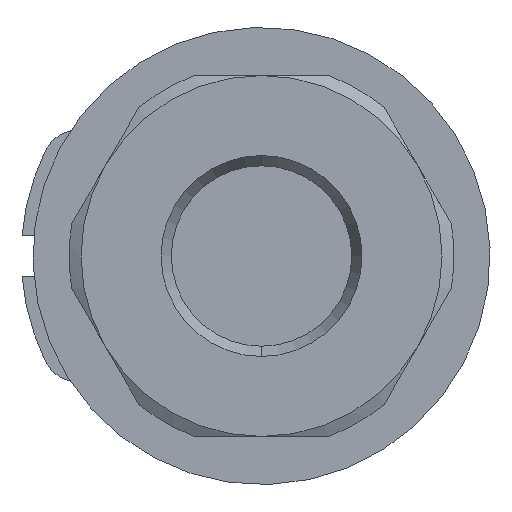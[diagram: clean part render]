
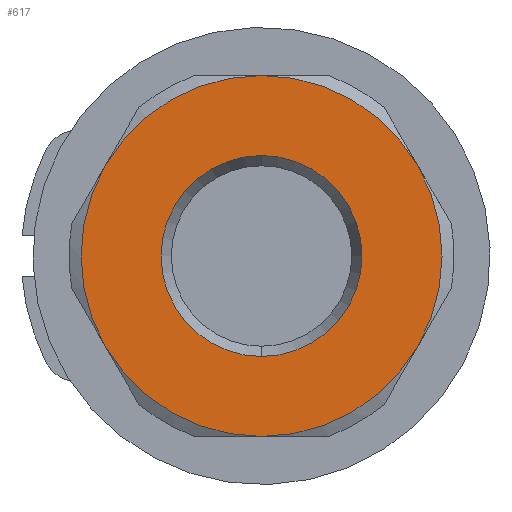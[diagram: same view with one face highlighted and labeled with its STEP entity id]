
A CAD part, left-side view. The second image highlights one B-rep face of the part: STEP entity #617.
In plain terms, the highlighted planar face has unit normal (-1, 0, 0).
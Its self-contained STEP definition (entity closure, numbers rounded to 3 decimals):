
#218 = FACE_BOUND ( 'NONE', #498, .T. ) ;
#219 = FACE_OUTER_BOUND ( 'NONE', #499, .T. ) ;
#309 = PLANE ( 'NONE',  #2248 ) ;
#310 = CARTESIAN_POINT ( 'NONE',  ( -18.1, 15., 0. ) ) ;
#311 = DIRECTION ( 'NONE',  ( -1., 0., 0. ) ) ;
#312 = DIRECTION ( 'NONE',  ( 0., 0., 1. ) ) ;
#498 = EDGE_LOOP ( 'NONE', ( #3507, #3508 ) ) ;
#499 = EDGE_LOOP ( 'NONE', ( #3509, #3510, #3511, #3512, #2847, #2848 ) ) ;
#617 = ADVANCED_FACE ( 'NONE', ( #218, #219 ), #309, .T. ) ;
#1279 = CARTESIAN_POINT ( 'NONE',  ( -18.1, 0., 0. ) ) ;
#1280 = DIRECTION ( 'NONE',  ( 1., 0., 0. ) ) ;
#1281 = DIRECTION ( 'NONE',  ( 0., 0., -1. ) ) ;
#1315 = CIRCLE ( 'NONE', #1416, 8.35 ) ;
#1408 = CIRCLE ( 'NONE', #1452, 8.35 ) ;
#1409 = CIRCLE ( 'NONE', #1453, 15. ) ;
#1410 = CIRCLE ( 'NONE', #1454, 15. ) ;
#1411 = CIRCLE ( 'NONE', #1455, 15. ) ;
#1412 = CIRCLE ( 'NONE', #1456, 15. ) ;
#1413 = CIRCLE ( 'NONE', #1457, 15. ) ;
#1416 = AXIS2_PLACEMENT_3D ( 'NONE', #1279, #1280, #1281 ) ;
#1452 = AXIS2_PLACEMENT_3D ( 'NONE', #1720, #1721, #1722 ) ;
#1453 = AXIS2_PLACEMENT_3D ( 'NONE', #1723, #1724, #1725 ) ;
#1454 = AXIS2_PLACEMENT_3D ( 'NONE', #1726, #1727, #1728 ) ;
#1455 = AXIS2_PLACEMENT_3D ( 'NONE', #1729, #1730, #1731 ) ;
#1456 = AXIS2_PLACEMENT_3D ( 'NONE', #1732, #1733, #1734 ) ;
#1457 = AXIS2_PLACEMENT_3D ( 'NONE', #1735, #1736, #1737 ) ;
#1458 = AXIS2_PLACEMENT_3D ( 'NONE', #1738, #1739, #1740 ) ;
#1623 = CARTESIAN_POINT ( 'NONE',  ( -18.1, 0., -8.35 ) ) ;
#1624 = CARTESIAN_POINT ( 'NONE',  ( -18.1, 0., 8.35 ) ) ;
#1720 = CARTESIAN_POINT ( 'NONE',  ( -18.1, 0., 0. ) ) ;
#1721 = DIRECTION ( 'NONE',  ( 1., 0., 0. ) ) ;
#1722 = DIRECTION ( 'NONE',  ( 0., 0., -1. ) ) ;
#1723 = CARTESIAN_POINT ( 'NONE',  ( -18.1, 0., 0. ) ) ;
#1724 = DIRECTION ( 'NONE',  ( 1., 0., 0. ) ) ;
#1725 = DIRECTION ( 'NONE',  ( 0., 0., -1. ) ) ;
#1726 = CARTESIAN_POINT ( 'NONE',  ( -18.1, 0., 0. ) ) ;
#1727 = DIRECTION ( 'NONE',  ( 1., 0., 0. ) ) ;
#1728 = DIRECTION ( 'NONE',  ( 0., 0., -1. ) ) ;
#1729 = CARTESIAN_POINT ( 'NONE',  ( -18.1, 0., 0. ) ) ;
#1730 = DIRECTION ( 'NONE',  ( 1., 0., 0. ) ) ;
#1731 = DIRECTION ( 'NONE',  ( 0., 0., -1. ) ) ;
#1732 = CARTESIAN_POINT ( 'NONE',  ( -18.1, 0., 0. ) ) ;
#1733 = DIRECTION ( 'NONE',  ( 1., 0., 0. ) ) ;
#1734 = DIRECTION ( 'NONE',  ( 0., 0., -1. ) ) ;
#1735 = CARTESIAN_POINT ( 'NONE',  ( -18.1, 0., 0. ) ) ;
#1736 = DIRECTION ( 'NONE',  ( 1., 0., 0. ) ) ;
#1737 = DIRECTION ( 'NONE',  ( 0., 0., -1. ) ) ;
#1738 = CARTESIAN_POINT ( 'NONE',  ( -18.1, 0., 0. ) ) ;
#1739 = DIRECTION ( 'NONE',  ( 1., 0., 0. ) ) ;
#1740 = DIRECTION ( 'NONE',  ( 0., 0., -1. ) ) ;
#1823 = CIRCLE ( 'NONE', #1458, 15. ) ;
#1971 = CARTESIAN_POINT ( 'NONE',  ( -18.1, 0., -15. ) ) ;
#1972 = CARTESIAN_POINT ( 'NONE',  ( -18.1, 12.99, -7.5 ) ) ;
#1973 = CARTESIAN_POINT ( 'NONE',  ( -18.1, -12.99, -7.5 ) ) ;
#1974 = CARTESIAN_POINT ( 'NONE',  ( -18.1, -12.99, 7.5 ) ) ;
#1975 = CARTESIAN_POINT ( 'NONE',  ( -18.1, 0., 15. ) ) ;
#1976 = CARTESIAN_POINT ( 'NONE',  ( -18.1, 12.99, 7.5 ) ) ;
#2248 = AXIS2_PLACEMENT_3D ( 'NONE', #310, #311, #312 ) ;
#2707 = EDGE_CURVE ( 'NONE', #2997, #2996, #1315, .T. ) ;
#2847 = ORIENTED_EDGE ( 'NONE', *, *, #3079, .F. ) ;
#2848 = ORIENTED_EDGE ( 'NONE', *, *, #3080, .F. ) ;
#2996 = VERTEX_POINT ( 'NONE', #1623 ) ;
#2997 = VERTEX_POINT ( 'NONE', #1624 ) ;
#3074 = EDGE_CURVE ( 'NONE', #2996, #2997, #1408, .T. ) ;
#3075 = EDGE_CURVE ( 'NONE', #3247, #3248, #1409, .T. ) ;
#3076 = EDGE_CURVE ( 'NONE', #3249, #3247, #1410, .T. ) ;
#3077 = EDGE_CURVE ( 'NONE', #3250, #3249, #1411, .T. ) ;
#3078 = EDGE_CURVE ( 'NONE', #3251, #3250, #1412, .T. ) ;
#3079 = EDGE_CURVE ( 'NONE', #3252, #3251, #1413, .T. ) ;
#3080 = EDGE_CURVE ( 'NONE', #3248, #3252, #1823, .T. ) ;
#3247 = VERTEX_POINT ( 'NONE', #1971 ) ;
#3248 = VERTEX_POINT ( 'NONE', #1972 ) ;
#3249 = VERTEX_POINT ( 'NONE', #1973 ) ;
#3250 = VERTEX_POINT ( 'NONE', #1974 ) ;
#3251 = VERTEX_POINT ( 'NONE', #1975 ) ;
#3252 = VERTEX_POINT ( 'NONE', #1976 ) ;
#3507 = ORIENTED_EDGE ( 'NONE', *, *, #2707, .T. ) ;
#3508 = ORIENTED_EDGE ( 'NONE', *, *, #3074, .T. ) ;
#3509 = ORIENTED_EDGE ( 'NONE', *, *, #3075, .F. ) ;
#3510 = ORIENTED_EDGE ( 'NONE', *, *, #3076, .F. ) ;
#3511 = ORIENTED_EDGE ( 'NONE', *, *, #3077, .F. ) ;
#3512 = ORIENTED_EDGE ( 'NONE', *, *, #3078, .F. ) ;
